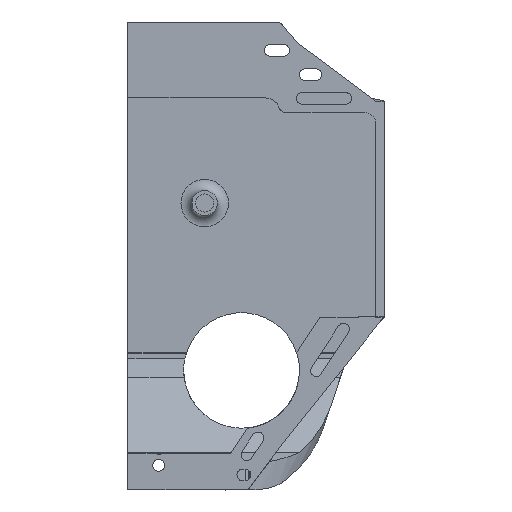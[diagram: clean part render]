
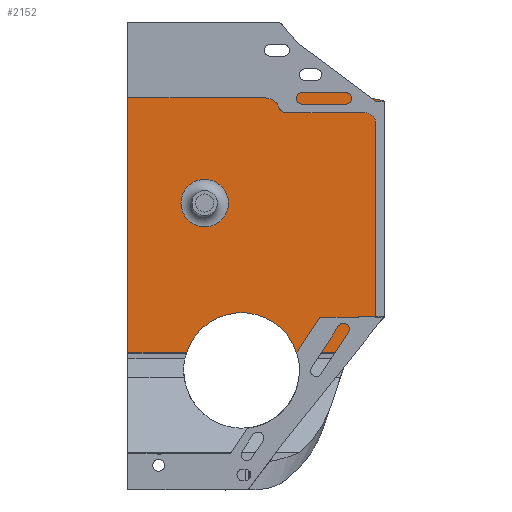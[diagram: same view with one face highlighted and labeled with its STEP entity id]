
A CAD part, left-side view. The second image highlights one B-rep face of the part: STEP entity #2152.
In plain terms, the highlighted planar face has unit normal (-1, 0, 0).
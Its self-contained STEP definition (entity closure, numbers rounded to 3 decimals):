
#57=FACE_BOUND('',#380,.T.);
#137=CIRCLE('',#2374,20.75);
#138=CIRCLE('',#2376,8.5);
#259=FACE_OUTER_BOUND('',#379,.T.);
#379=EDGE_LOOP('',(#1737,#1738,#1739,#1740,#1741,#1742,#1743,#1744,#1745,
#1746,#1747));
#380=EDGE_LOOP('',(#1748));
#549=LINE('',#3647,#765);
#550=LINE('',#3649,#766);
#551=LINE('',#3651,#767);
#552=LINE('',#3653,#768);
#553=LINE('',#3655,#769);
#554=LINE('',#3657,#770);
#555=LINE('',#3659,#771);
#556=LINE('',#3661,#772);
#557=LINE('',#3663,#773);
#558=LINE('',#3664,#774);
#765=VECTOR('',#2778,10.);
#766=VECTOR('',#2779,10.);
#767=VECTOR('',#2780,10.);
#768=VECTOR('',#2781,10.);
#769=VECTOR('',#2782,10.);
#770=VECTOR('',#2783,10.);
#771=VECTOR('',#2784,10.);
#772=VECTOR('',#2785,10.);
#773=VECTOR('',#2786,10.);
#774=VECTOR('',#2787,10.);
#982=VERTEX_POINT('',#3638);
#984=VERTEX_POINT('',#3642);
#985=VERTEX_POINT('',#3646);
#986=VERTEX_POINT('',#3648);
#987=VERTEX_POINT('',#3650);
#988=VERTEX_POINT('',#3652);
#989=VERTEX_POINT('',#3654);
#990=VERTEX_POINT('',#3656);
#991=VERTEX_POINT('',#3658);
#992=VERTEX_POINT('',#3660);
#993=VERTEX_POINT('',#3662);
#994=VERTEX_POINT('',#3665);
#1250=EDGE_CURVE('',#982,#984,#137,.T.);
#1251=EDGE_CURVE('',#985,#984,#549,.T.);
#1252=EDGE_CURVE('',#986,#985,#550,.T.);
#1253=EDGE_CURVE('',#987,#986,#551,.T.);
#1254=EDGE_CURVE('',#987,#988,#552,.T.);
#1255=EDGE_CURVE('',#989,#988,#553,.T.);
#1256=EDGE_CURVE('',#990,#989,#554,.T.);
#1257=EDGE_CURVE('',#991,#990,#555,.T.);
#1258=EDGE_CURVE('',#992,#991,#556,.T.);
#1259=EDGE_CURVE('',#993,#992,#557,.T.);
#1260=EDGE_CURVE('',#982,#993,#558,.T.);
#1261=EDGE_CURVE('',#994,#994,#138,.T.);
#1737=ORIENTED_EDGE('',*,*,#1250,.T.);
#1738=ORIENTED_EDGE('',*,*,#1251,.F.);
#1739=ORIENTED_EDGE('',*,*,#1252,.F.);
#1740=ORIENTED_EDGE('',*,*,#1253,.F.);
#1741=ORIENTED_EDGE('',*,*,#1254,.T.);
#1742=ORIENTED_EDGE('',*,*,#1255,.F.);
#1743=ORIENTED_EDGE('',*,*,#1256,.F.);
#1744=ORIENTED_EDGE('',*,*,#1257,.F.);
#1745=ORIENTED_EDGE('',*,*,#1258,.F.);
#1746=ORIENTED_EDGE('',*,*,#1259,.F.);
#1747=ORIENTED_EDGE('',*,*,#1260,.F.);
#1748=ORIENTED_EDGE('',*,*,#1261,.F.);
#2057=PLANE('',#2375);
#2152=ADVANCED_FACE('',(#259,#57),#2057,.T.);
#2374=AXIS2_PLACEMENT_3D('',#3644,#2774,#2775);
#2375=AXIS2_PLACEMENT_3D('',#3645,#2776,#2777);
#2376=AXIS2_PLACEMENT_3D('',#3666,#2788,#2789);
#2774=DIRECTION('center_axis',(1.,0.,0.));
#2775=DIRECTION('ref_axis',(0.,0.,
-1.));
#2776=DIRECTION('center_axis',(-1.,0.,0.));
#2777=DIRECTION('ref_axis',(0.,-1.,0.));
#2778=DIRECTION('',(0.,1.,0.));
#2779=DIRECTION('',(0.,0.701,-0.713));
#2780=DIRECTION('',(0.,-1.,0.));
#2781=DIRECTION('',(0.,0.,1.));
#2782=DIRECTION('',(0.,1.,0.));
#2783=DIRECTION('',(0.,-0.978,-0.211));
#2784=DIRECTION('',(0.,0.944,0.33));
#2785=DIRECTION('',(0.,-1.,0.));
#2786=DIRECTION('',(0.,0.,1.));
#2787=DIRECTION('',(0.,1.,0.));
#2788=DIRECTION('center_axis',(-1.,0.,0.));
#2789=DIRECTION('ref_axis',(0.,0.,
-1.));
#3638=CARTESIAN_POINT('',(427.073,22.53,-32.988));
#3642=CARTESIAN_POINT('',(427.073,-17.062,-32.988));
#3644=CARTESIAN_POINT('Origin',(427.073,2.734,-39.207));
#3645=CARTESIAN_POINT('Origin',(427.073,70.928,-72.13));
#3646=CARTESIAN_POINT('',(427.073,-35.677,-32.988));
#3647=CARTESIAN_POINT('',(427.073,-35.677,-32.988));
#3648=CARTESIAN_POINT('',(427.073,-48.351,-20.089));
#3649=CARTESIAN_POINT('',(427.073,-38.846,-29.764));
#3650=CARTESIAN_POINT('',(427.073,-45.351,-20.089));
#3651=CARTESIAN_POINT('',(427.073,-40.183,-20.089));
#3652=CARTESIAN_POINT('',(427.073,-45.351,57.441));
#3653=CARTESIAN_POINT('',(427.073,-45.351,-7.345));
#3654=CARTESIAN_POINT('',(427.073,-48.351,57.441));
#3655=CARTESIAN_POINT('',(427.073,-36.85,57.441));
#3656=CARTESIAN_POINT('',(427.073,-22.347,63.043));
#3657=CARTESIAN_POINT('',(427.073,-41.85,58.841));
#3658=CARTESIAN_POINT('',(427.073,-24.472,62.299));
#3659=CARTESIAN_POINT('',(427.073,-25.327,61.999));
#3660=CARTESIAN_POINT('',(427.073,43.488,62.299));
#3661=CARTESIAN_POINT('',(427.073,55.928,62.299));
#3662=CARTESIAN_POINT('',(427.073,43.488,-32.988));
#3663=CARTESIAN_POINT('',(427.073,43.488,-32.988));
#3664=CARTESIAN_POINT('',(427.073,-35.677,-32.988));
#3665=CARTESIAN_POINT('',(427.073,15.965,29.366));
#3666=CARTESIAN_POINT('Origin',(427.073,15.965,20.866));
